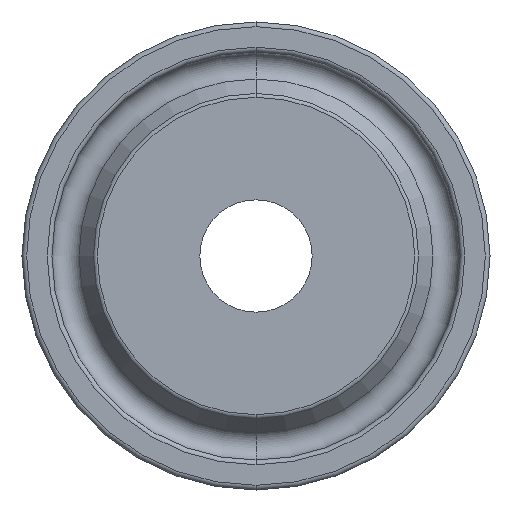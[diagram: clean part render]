
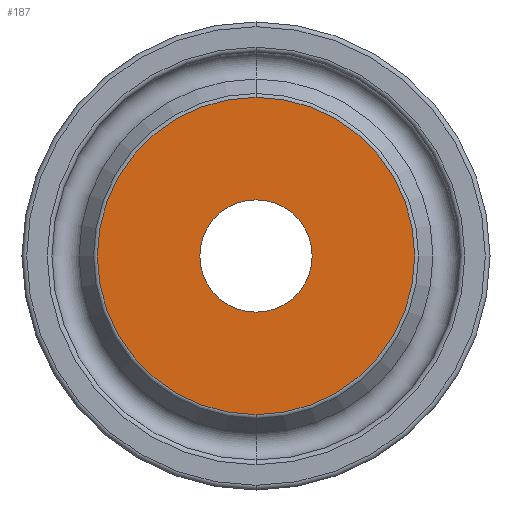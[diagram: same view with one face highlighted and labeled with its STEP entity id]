
A CAD part, front view. The second image highlights one B-rep face of the part: STEP entity #187.
In plain terms, the highlighted planar face has unit normal (0, -1, 0).
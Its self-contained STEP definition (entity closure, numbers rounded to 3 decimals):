
#7 = DIRECTION ( 'NONE',  ( 0., 0., -1. ) ) ;
#11 = EDGE_LOOP ( 'NONE', ( #461, #361 ) ) ;
#17 = VERTEX_POINT ( 'NONE', #563 ) ;
#28 = ORIENTED_EDGE ( 'NONE', *, *, #1135, .F. ) ;
#92 = PLANE ( 'NONE',  #536 ) ;
#100 = VERTEX_POINT ( 'NONE', #1200 ) ;
#177 = DIRECTION ( 'NONE',  ( 0., 0., -1. ) ) ;
#186 = CARTESIAN_POINT ( 'NONE',  ( 0., 0.8, 0. ) ) ;
#187 = ADVANCED_FACE ( 'NONE', ( #1140, #739 ), #92, .T. ) ;
#197 = AXIS2_PLACEMENT_3D ( 'NONE', #449, #867, #686 ) ;
#198 = CARTESIAN_POINT ( 'NONE',  ( 7.5, 0.8, 0. ) ) ;
#214 = AXIS2_PLACEMENT_3D ( 'NONE', #186, #528, #549 ) ;
#361 = ORIENTED_EDGE ( 'NONE', *, *, #1094, .T. ) ;
#449 = CARTESIAN_POINT ( 'NONE',  ( 0., 0.8, 0. ) ) ;
#461 = ORIENTED_EDGE ( 'NONE', *, *, #462, .T. ) ;
#462 = EDGE_CURVE ( 'NONE', #100, #1172, #1116, .T. ) ;
#492 = DIRECTION ( 'NONE',  ( 0., 0., -1. ) ) ;
#501 = CIRCLE ( 'NONE', #197, 3. ) ;
#528 = DIRECTION ( 'NONE',  ( 0., -1., 0. ) ) ;
#536 = AXIS2_PLACEMENT_3D ( 'NONE', #198, #915, #177 ) ;
#549 = DIRECTION ( 'NONE',  ( 0., 0., -1. ) ) ;
#563 = CARTESIAN_POINT ( 'NONE',  ( 0., 0.8, 3. ) ) ;
#572 = CARTESIAN_POINT ( 'NONE',  ( 0., 0.8, -3. ) ) ;
#686 = DIRECTION ( 'NONE',  ( 0., 0., -1. ) ) ;
#739 = FACE_BOUND ( 'NONE', #1255, .T. ) ;
#784 = CARTESIAN_POINT ( 'NONE',  ( 0., 0.8, 0. ) ) ;
#845 = VERTEX_POINT ( 'NONE', #572 ) ;
#867 = DIRECTION ( 'NONE',  ( 0., -1., 0. ) ) ;
#869 = AXIS2_PLACEMENT_3D ( 'NONE', #784, #901, #492 ) ;
#901 = DIRECTION ( 'NONE',  ( 0., -1., 0. ) ) ;
#915 = DIRECTION ( 'NONE',  ( 0., -1., 0. ) ) ;
#938 = CARTESIAN_POINT ( 'NONE',  ( 0., 0.8, 0. ) ) ;
#944 = DIRECTION ( 'NONE',  ( 0., -1., 0. ) ) ;
#949 = CARTESIAN_POINT ( 'NONE',  ( 0., 0.8, 8.475 ) ) ;
#960 = AXIS2_PLACEMENT_3D ( 'NONE', #938, #944, #7 ) ;
#1074 = CIRCLE ( 'NONE', #960, 8.475 ) ;
#1094 = EDGE_CURVE ( 'NONE', #1172, #100, #1074, .T. ) ;
#1116 = CIRCLE ( 'NONE', #869, 8.475 ) ;
#1135 = EDGE_CURVE ( 'NONE', #17, #845, #1229, .T. ) ;
#1140 = FACE_OUTER_BOUND ( 'NONE', #11, .T. ) ;
#1172 = VERTEX_POINT ( 'NONE', #949 ) ;
#1200 = CARTESIAN_POINT ( 'NONE',  ( 0., 0.8, -8.475 ) ) ;
#1229 = CIRCLE ( 'NONE', #214, 3. ) ;
#1255 = EDGE_LOOP ( 'NONE', ( #1331, #28 ) ) ;
#1278 = EDGE_CURVE ( 'NONE', #845, #17, #501, .T. ) ;
#1331 = ORIENTED_EDGE ( 'NONE', *, *, #1278, .F. ) ;
